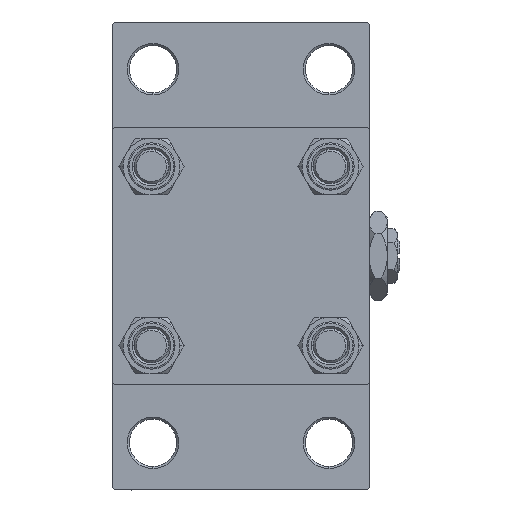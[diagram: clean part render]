
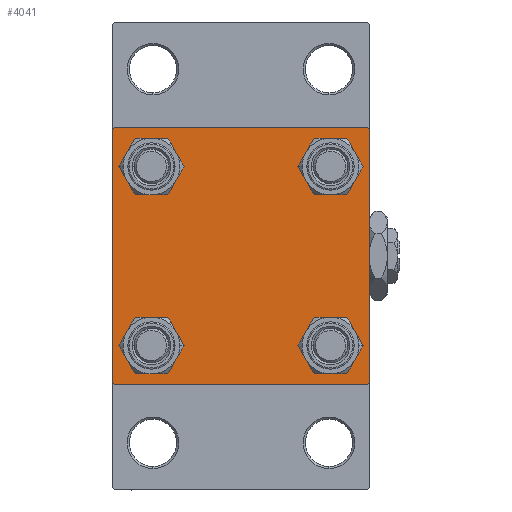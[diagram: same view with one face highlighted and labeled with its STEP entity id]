
A CAD part, left-side view. The second image highlights one B-rep face of the part: STEP entity #4041.
In plain terms, the highlighted planar face has unit normal (-1, 0, 0).
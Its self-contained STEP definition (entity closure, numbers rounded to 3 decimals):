
#124 = CIRCLE ( 'NONE', #44301, 4.5 ) ;
#225 = FACE_BOUND ( 'NONE', #14571, .T. ) ;
#466 = DIRECTION ( 'NONE',  ( 0., 0., 1. ) ) ;
#967 = ORIENTED_EDGE ( 'NONE', *, *, #4275, .T. ) ;
#2114 = AXIS2_PLACEMENT_3D ( 'NONE', #40377, #18738, #34572 ) ;
#2183 = LINE ( 'NONE', #6446, #15000 ) ;
#2256 = CARTESIAN_POINT ( 'NONE',  ( 0., -20.85, 16.35 ) ) ;
#2897 = VECTOR ( 'NONE', #23985, 1000. ) ;
#3246 = CARTESIAN_POINT ( 'NONE',  ( 0., 29.5, -30. ) ) ;
#4041 = ADVANCED_FACE ( 'NONE', ( #225, #26641, #41992, #30900, #46242 ), #14572, .T. ) ;
#4238 = DIRECTION ( 'NONE',  ( -1., 0., 0. ) ) ;
#4275 = EDGE_CURVE ( 'NONE', #45371, #12695, #2183, .T. ) ;
#4606 = ORIENTED_EDGE ( 'NONE', *, *, #22702, .T. ) ;
#5088 = EDGE_LOOP ( 'NONE', ( #10585, #15710 ) ) ;
#6446 = CARTESIAN_POINT ( 'NONE',  ( 0., 30., -30. ) ) ;
#6616 = CIRCLE ( 'NONE', #47598, 4.5 ) ;
#6827 = CARTESIAN_POINT ( 'NONE',  ( 0., -20.85, -20.85 ) ) ;
#6921 = AXIS2_PLACEMENT_3D ( 'NONE', #23626, #32131, #466 ) ;
#8263 = EDGE_CURVE ( 'NONE', #31515, #37042, #41672, .T. ) ;
#8510 = VERTEX_POINT ( 'NONE', #23132 ) ;
#8628 = CARTESIAN_POINT ( 'NONE',  ( 0., 30., 30. ) ) ;
#9011 = VERTEX_POINT ( 'NONE', #27329 ) ;
#9164 = LINE ( 'NONE', #36348, #46747 ) ;
#10127 = LINE ( 'NONE', #34796, #43480 ) ;
#10455 = DIRECTION ( 'NONE',  ( 1., 0., 0. ) ) ;
#10585 = ORIENTED_EDGE ( 'NONE', *, *, #22297, .T. ) ;
#10709 = ORIENTED_EDGE ( 'NONE', *, *, #39841, .T. ) ;
#10751 = DIRECTION ( 'NONE',  ( 0., -0.707, -0.707 ) ) ;
#10891 = DIRECTION ( 'NONE',  ( 1., 0., 0. ) ) ;
#12337 = DIRECTION ( 'NONE',  ( 0., 0., 1. ) ) ;
#12556 = ORIENTED_EDGE ( 'NONE', *, *, #8263, .T. ) ;
#12587 = DIRECTION ( 'NONE',  ( 0., 0., 1. ) ) ;
#12695 = VERTEX_POINT ( 'NONE', #35700 ) ;
#13278 = CIRCLE ( 'NONE', #39002, 4.5 ) ;
#14256 = CARTESIAN_POINT ( 'NONE',  ( 0., -29.5, 30. ) ) ;
#14489 = VECTOR ( 'NONE', #16227, 1000. ) ;
#14570 = ORIENTED_EDGE ( 'NONE', *, *, #36202, .T. ) ;
#14571 = EDGE_LOOP ( 'NONE', ( #4606, #12556 ) ) ;
#14572 = PLANE ( 'NONE',  #42334 ) ;
#15000 = VECTOR ( 'NONE', #28861, 1000. ) ;
#15710 = ORIENTED_EDGE ( 'NONE', *, *, #33828, .T. ) ;
#15741 = CIRCLE ( 'NONE', #24564, 4.5 ) ;
#15785 = CIRCLE ( 'NONE', #22214, 4.5 ) ;
#16227 = DIRECTION ( 'NONE',  ( 0., 0., -1. ) ) ;
#16426 = CARTESIAN_POINT ( 'NONE',  ( 0., -20.85, -25.35 ) ) ;
#16624 = CARTESIAN_POINT ( 'NONE',  ( 0., -30., 29.5 ) ) ;
#16829 = EDGE_CURVE ( 'NONE', #33763, #8510, #20248, .T. ) ;
#16923 = ORIENTED_EDGE ( 'NONE', *, *, #20088, .T. ) ;
#18477 = EDGE_LOOP ( 'NONE', ( #14570, #31848 ) ) ;
#18489 = ORIENTED_EDGE ( 'NONE', *, *, #19072, .T. ) ;
#18738 = DIRECTION ( 'NONE',  ( 1., 0., 0. ) ) ;
#19072 = EDGE_CURVE ( 'NONE', #12695, #20685, #10127, .T. ) ;
#19147 = CARTESIAN_POINT ( 'NONE',  ( 0., 20.85, 20.85 ) ) ;
#19562 = LINE ( 'NONE', #34899, #44370 ) ;
#19769 = LINE ( 'NONE', #46933, #36623 ) ;
#19888 = VECTOR ( 'NONE', #44810, 1000. ) ;
#20088 = EDGE_CURVE ( 'NONE', #27478, #33763, #9164, .T. ) ;
#20248 = LINE ( 'NONE', #36063, #14489 ) ;
#20685 = VERTEX_POINT ( 'NONE', #48674 ) ;
#21258 = EDGE_LOOP ( 'NONE', ( #33657, #49302, #967, #18489, #22991, #10709, #35952, #16923 ) ) ;
#21308 = CARTESIAN_POINT ( 'NONE',  ( 0., 20.85, -20.85 ) ) ;
#21567 = AXIS2_PLACEMENT_3D ( 'NONE', #48041, #32188, #12587 ) ;
#22214 = AXIS2_PLACEMENT_3D ( 'NONE', #28176, #40981, #40485 ) ;
#22297 = EDGE_CURVE ( 'NONE', #35165, #37462, #6616, .T. ) ;
#22702 = EDGE_CURVE ( 'NONE', #37042, #31515, #124, .T. ) ;
#22991 = ORIENTED_EDGE ( 'NONE', *, *, #36876, .F. ) ;
#23132 = CARTESIAN_POINT ( 'NONE',  ( 0., 30., -29.5 ) ) ;
#23626 = CARTESIAN_POINT ( 'NONE',  ( 0., -20.85, -20.85 ) ) ;
#23943 = VERTEX_POINT ( 'NONE', #14256 ) ;
#23985 = DIRECTION ( 'NONE',  ( 0., -1., 0. ) ) ;
#24045 = DIRECTION ( 'NONE',  ( 0., 0., -1. ) ) ;
#24564 = AXIS2_PLACEMENT_3D ( 'NONE', #19147, #41795, #44391 ) ;
#25027 = DIRECTION ( 'NONE',  ( 0., 0.707, -0.707 ) ) ;
#25130 = EDGE_CURVE ( 'NONE', #8510, #45371, #19562, .T. ) ;
#26186 = LINE ( 'NONE', #29458, #19888 ) ;
#26641 = FACE_BOUND ( 'NONE', #33566, .T. ) ;
#27329 = CARTESIAN_POINT ( 'NONE',  ( 0., -20.85, -16.35 ) ) ;
#27478 = VERTEX_POINT ( 'NONE', #49389 ) ;
#27528 = VERTEX_POINT ( 'NONE', #16426 ) ;
#28176 = CARTESIAN_POINT ( 'NONE',  ( 0., 20.85, -20.85 ) ) ;
#28244 = VERTEX_POINT ( 'NONE', #28834 ) ;
#28834 = CARTESIAN_POINT ( 'NONE',  ( 0., 20.85, 16.35 ) ) ;
#28861 = DIRECTION ( 'NONE',  ( 0., -1., 0. ) ) ;
#28913 = ORIENTED_EDGE ( 'NONE', *, *, #34149, .T. ) ;
#29458 = CARTESIAN_POINT ( 'NONE',  ( 0., -29.75, 29.75 ) ) ;
#30286 = CARTESIAN_POINT ( 'NONE',  ( 0., 20.85, 25.35 ) ) ;
#30671 = DIRECTION ( 'NONE',  ( 0., 0., 1. ) ) ;
#30727 = ORIENTED_EDGE ( 'NONE', *, *, #34901, .T. ) ;
#30900 = FACE_BOUND ( 'NONE', #18477, .T. ) ;
#31515 = VERTEX_POINT ( 'NONE', #2256 ) ;
#31848 = ORIENTED_EDGE ( 'NONE', *, *, #34561, .T. ) ;
#32131 = DIRECTION ( 'NONE',  ( 1., 0., 0. ) ) ;
#32188 = DIRECTION ( 'NONE',  ( 1., 0., 0. ) ) ;
#33566 = EDGE_LOOP ( 'NONE', ( #28913, #30727 ) ) ;
#33657 = ORIENTED_EDGE ( 'NONE', *, *, #16829, .T. ) ;
#33763 = VERTEX_POINT ( 'NONE', #39994 ) ;
#33804 = VERTEX_POINT ( 'NONE', #16624 ) ;
#33828 = EDGE_CURVE ( 'NONE', #37462, #35165, #15785, .T. ) ;
#34149 = EDGE_CURVE ( 'NONE', #9011, #27528, #45508, .T. ) ;
#34561 = EDGE_CURVE ( 'NONE', #28244, #44689, #39907, .T. ) ;
#34572 = DIRECTION ( 'NONE',  ( 0., 0., 1. ) ) ;
#34691 = CARTESIAN_POINT ( 'NONE',  ( 0., 0., 0. ) ) ;
#34749 = CARTESIAN_POINT ( 'NONE',  ( 0., 20.85, -25.35 ) ) ;
#34796 = CARTESIAN_POINT ( 'NONE',  ( 0., -29.75, -29.75 ) ) ;
#34899 = CARTESIAN_POINT ( 'NONE',  ( 0., 29.75, -29.75 ) ) ;
#34901 = EDGE_CURVE ( 'NONE', #27528, #9011, #13278, .T. ) ;
#35165 = VERTEX_POINT ( 'NONE', #39404 ) ;
#35700 = CARTESIAN_POINT ( 'NONE',  ( 0., -29.5, -30. ) ) ;
#35952 = ORIENTED_EDGE ( 'NONE', *, *, #37370, .F. ) ;
#36063 = CARTESIAN_POINT ( 'NONE',  ( 0., 30., 30. ) ) ;
#36202 = EDGE_CURVE ( 'NONE', #44689, #28244, #15741, .T. ) ;
#36348 = CARTESIAN_POINT ( 'NONE',  ( 0., 29.75, 29.75 ) ) ;
#36623 = VECTOR ( 'NONE', #24045, 1000. ) ;
#36876 = EDGE_CURVE ( 'NONE', #33804, #20685, #19769, .T. ) ;
#36892 = DIRECTION ( 'NONE',  ( 0., 0., 1. ) ) ;
#37042 = VERTEX_POINT ( 'NONE', #44396 ) ;
#37370 = EDGE_CURVE ( 'NONE', #27478, #23943, #43108, .T. ) ;
#37462 = VERTEX_POINT ( 'NONE', #34749 ) ;
#39002 = AXIS2_PLACEMENT_3D ( 'NONE', #6827, #42497, #30671 ) ;
#39404 = CARTESIAN_POINT ( 'NONE',  ( 0., 20.85, -16.35 ) ) ;
#39841 = EDGE_CURVE ( 'NONE', #33804, #23943, #26186, .T. ) ;
#39907 = CIRCLE ( 'NONE', #2114, 4.5 ) ;
#39994 = CARTESIAN_POINT ( 'NONE',  ( 0., 30., 29.5 ) ) ;
#40377 = CARTESIAN_POINT ( 'NONE',  ( 0., 20.85, 20.85 ) ) ;
#40485 = DIRECTION ( 'NONE',  ( 0., 0., 1. ) ) ;
#40981 = DIRECTION ( 'NONE',  ( 1., 0., 0. ) ) ;
#41672 = CIRCLE ( 'NONE', #21567, 4.5 ) ;
#41795 = DIRECTION ( 'NONE',  ( 1., 0., 0. ) ) ;
#41992 = FACE_BOUND ( 'NONE', #5088, .T. ) ;
#42236 = DIRECTION ( 'NONE',  ( 0., 0., 1. ) ) ;
#42334 = AXIS2_PLACEMENT_3D ( 'NONE', #34691, #4238, #42236 ) ;
#42497 = DIRECTION ( 'NONE',  ( 1., 0., 0. ) ) ;
#43108 = LINE ( 'NONE', #8628, #2897 ) ;
#43480 = VECTOR ( 'NONE', #49631, 1000. ) ;
#44301 = AXIS2_PLACEMENT_3D ( 'NONE', #45138, #10891, #12337 ) ;
#44370 = VECTOR ( 'NONE', #10751, 1000. ) ;
#44391 = DIRECTION ( 'NONE',  ( 0., 0., 1. ) ) ;
#44396 = CARTESIAN_POINT ( 'NONE',  ( 0., -20.85, 25.35 ) ) ;
#44689 = VERTEX_POINT ( 'NONE', #30286 ) ;
#44810 = DIRECTION ( 'NONE',  ( 0., 0.707, 0.707 ) ) ;
#45138 = CARTESIAN_POINT ( 'NONE',  ( 0., -20.85, 20.85 ) ) ;
#45371 = VERTEX_POINT ( 'NONE', #3246 ) ;
#45508 = CIRCLE ( 'NONE', #6921, 4.5 ) ;
#46242 = FACE_OUTER_BOUND ( 'NONE', #21258, .T. ) ;
#46747 = VECTOR ( 'NONE', #25027, 1000. ) ;
#46933 = CARTESIAN_POINT ( 'NONE',  ( 0., -30., 30. ) ) ;
#47598 = AXIS2_PLACEMENT_3D ( 'NONE', #21308, #10455, #36892 ) ;
#48041 = CARTESIAN_POINT ( 'NONE',  ( 0., -20.85, 20.85 ) ) ;
#48674 = CARTESIAN_POINT ( 'NONE',  ( 0., -30., -29.5 ) ) ;
#49302 = ORIENTED_EDGE ( 'NONE', *, *, #25130, .T. ) ;
#49389 = CARTESIAN_POINT ( 'NONE',  ( 0., 29.5, 30. ) ) ;
#49631 = DIRECTION ( 'NONE',  ( 0., -0.707, 0.707 ) ) ;
